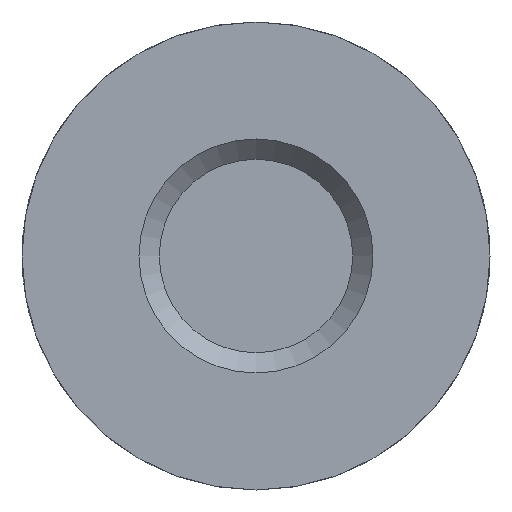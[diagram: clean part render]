
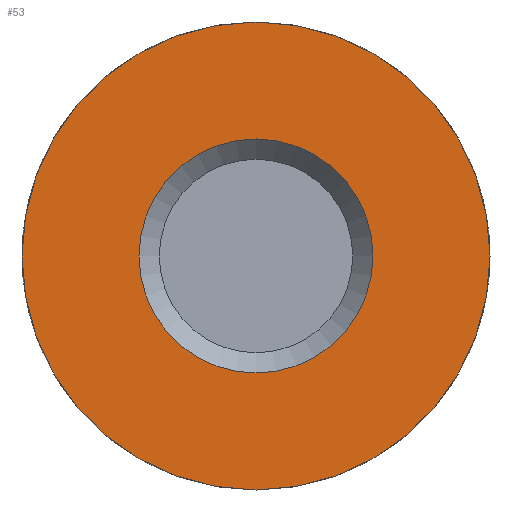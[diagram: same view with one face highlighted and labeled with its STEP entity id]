
A CAD part, front view. The second image highlights one B-rep face of the part: STEP entity #53.
In plain terms, the highlighted planar face has unit normal (0, -1, 0).
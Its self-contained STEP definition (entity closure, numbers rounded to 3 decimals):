
#53 = ADVANCED_FACE( '', ( #109, #110 ), #111, .F. );
#109 = FACE_BOUND( '', #165, .T. );
#110 = FACE_OUTER_BOUND( '', #166, .T. );
#111 = PLANE( '', #167 );
#165 = EDGE_LOOP( '', ( #242 ) );
#166 = EDGE_LOOP( '', ( #243 ) );
#167 = AXIS2_PLACEMENT_3D( '', #244, #245, #246 );
#242 = ORIENTED_EDGE( '', *, *, #283, .F. );
#243 = ORIENTED_EDGE( '', *, *, #306, .T. );
#244 = CARTESIAN_POINT( '', ( 5., 0., 0. ) );
#245 = DIRECTION( '', ( 0., 1., 0. ) );
#246 = DIRECTION( '', ( 0., 0., 1. ) );
#283 = EDGE_CURVE( '', #320, #320, #321, .T. );
#306 = EDGE_CURVE( '', #353, #353, #354, .T. );
#320 = VERTEX_POINT( '', #370 );
#321 = CIRCLE( '', #371, 2.5 );
#353 = VERTEX_POINT( '', #408 );
#354 = CIRCLE( '', #409, 5. );
#370 = CARTESIAN_POINT( '', ( 0., 0., -2.5 ) );
#371 = AXIS2_PLACEMENT_3D( '', #423, #424, #425 );
#408 = CARTESIAN_POINT( '', ( 0., 0., -5. ) );
#409 = AXIS2_PLACEMENT_3D( '', #458, #459, #460 );
#423 = CARTESIAN_POINT( '', ( 0., 0., 0. ) );
#424 = DIRECTION( '', ( 0., -1., 0. ) );
#425 = DIRECTION( '', ( 0., 0., -1. ) );
#458 = CARTESIAN_POINT( '', ( 0., 0., 0. ) );
#459 = DIRECTION( '', ( 0., -1., 0. ) );
#460 = DIRECTION( '', ( 0., 0., -1. ) );
